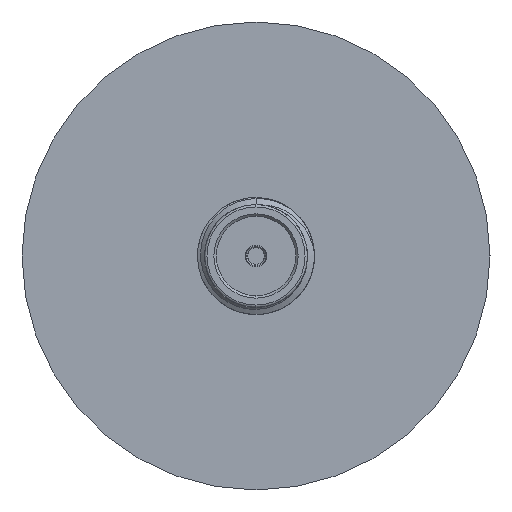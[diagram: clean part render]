
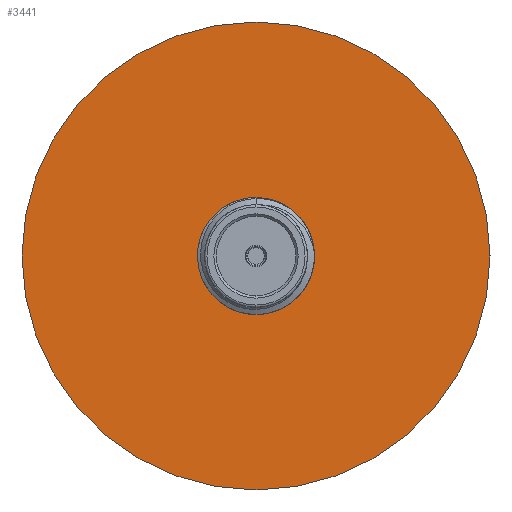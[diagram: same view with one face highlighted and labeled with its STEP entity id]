
A CAD part, left-side view. The second image highlights one B-rep face of the part: STEP entity #3441.
In plain terms, the highlighted planar face has unit normal (-1, 0, 0).
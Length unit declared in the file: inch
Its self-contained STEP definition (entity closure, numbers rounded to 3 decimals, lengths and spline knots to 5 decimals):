
#55 = FACE_OUTER_BOUND ( 'NONE', #2808, .T. ) ;
#155 = EDGE_CURVE ( 'NONE', #778, #1231, #1147, .T. ) ;
#269 = DIRECTION ( 'NONE',  ( 0., 0., -1. ) ) ;
#295 = VERTEX_POINT ( 'NONE', #3579 ) ;
#313 = EDGE_CURVE ( 'NONE', #1231, #778, #3967, .T. ) ;
#444 = ORIENTED_EDGE ( 'NONE', *, *, #155, .F. ) ;
#460 = CIRCLE ( 'NONE', #516, 0.125 ) ;
#516 = AXIS2_PLACEMENT_3D ( 'NONE', #3170, #1655, #1943 ) ;
#538 = CARTESIAN_POINT ( 'NONE',  ( 0.2835, 0., 0.50003 ) ) ;
#638 = ORIENTED_EDGE ( 'NONE', *, *, #3879, .F. ) ;
#641 = EDGE_LOOP ( 'NONE', ( #1005, #638 ) ) ;
#653 = PLANE ( 'NONE',  #835 ) ;
#778 = VERTEX_POINT ( 'NONE', #538 ) ;
#834 = CARTESIAN_POINT ( 'NONE',  ( 0.2835, 0., -0.50003 ) ) ;
#835 = AXIS2_PLACEMENT_3D ( 'NONE', #3736, #2809, #3751 ) ;
#980 = DIRECTION ( 'NONE',  ( 0., 0., -1. ) ) ;
#1005 = ORIENTED_EDGE ( 'NONE', *, *, #1067, .F. ) ;
#1067 = EDGE_CURVE ( 'NONE', #295, #3075, #460, .T. ) ;
#1103 = AXIS2_PLACEMENT_3D ( 'NONE', #1842, #2130, #269 ) ;
#1147 = CIRCLE ( 'NONE', #2137, 0.50003 ) ;
#1187 = DIRECTION ( 'NONE',  ( 0., 0., 1. ) ) ;
#1202 = FACE_BOUND ( 'NONE', #641, .T. ) ;
#1231 = VERTEX_POINT ( 'NONE', #834 ) ;
#1655 = DIRECTION ( 'NONE',  ( -1., 0., 0. ) ) ;
#1842 = CARTESIAN_POINT ( 'NONE',  ( 0.2835, 0., 0. ) ) ;
#1877 = CIRCLE ( 'NONE', #3631, 0.125 ) ;
#1943 = DIRECTION ( 'NONE',  ( 0., 0., 1. ) ) ;
#2094 = CARTESIAN_POINT ( 'NONE',  ( 0.2835, 0., -0.125 ) ) ;
#2096 = CARTESIAN_POINT ( 'NONE',  ( 0.2835, 0., 0. ) ) ;
#2130 = DIRECTION ( 'NONE',  ( 1., 0., 0. ) ) ;
#2137 = AXIS2_PLACEMENT_3D ( 'NONE', #3086, #3643, #980 ) ;
#2808 = EDGE_LOOP ( 'NONE', ( #2837, #444 ) ) ;
#2809 = DIRECTION ( 'NONE',  ( -1., 0., 0. ) ) ;
#2837 = ORIENTED_EDGE ( 'NONE', *, *, #313, .F. ) ;
#3075 = VERTEX_POINT ( 'NONE', #2094 ) ;
#3086 = CARTESIAN_POINT ( 'NONE',  ( 0.2835, 0., 0. ) ) ;
#3170 = CARTESIAN_POINT ( 'NONE',  ( 0.2835, 0., 0. ) ) ;
#3312 = DIRECTION ( 'NONE',  ( -1., 0., 0. ) ) ;
#3441 = ADVANCED_FACE ( 'NONE', ( #1202, #55 ), #653, .T. ) ;
#3579 = CARTESIAN_POINT ( 'NONE',  ( 0.2835, 0., 0.125 ) ) ;
#3631 = AXIS2_PLACEMENT_3D ( 'NONE', #2096, #3312, #1187 ) ;
#3643 = DIRECTION ( 'NONE',  ( 1., 0., 0. ) ) ;
#3736 = CARTESIAN_POINT ( 'NONE',  ( 0.2835, 0., 0. ) ) ;
#3751 = DIRECTION ( 'NONE',  ( 0., 0., 1. ) ) ;
#3879 = EDGE_CURVE ( 'NONE', #3075, #295, #1877, .T. ) ;
#3967 = CIRCLE ( 'NONE', #1103, 0.50003 ) ;
